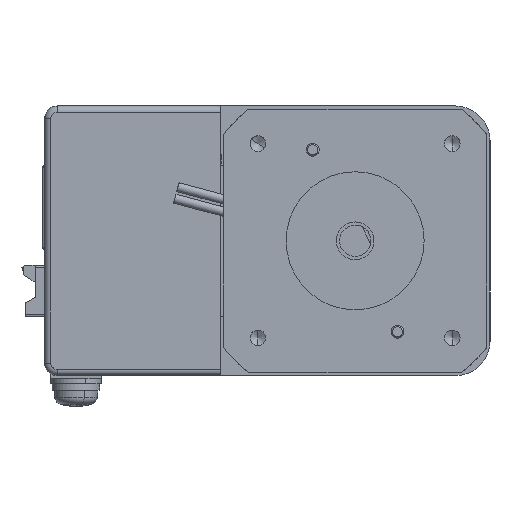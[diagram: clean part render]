
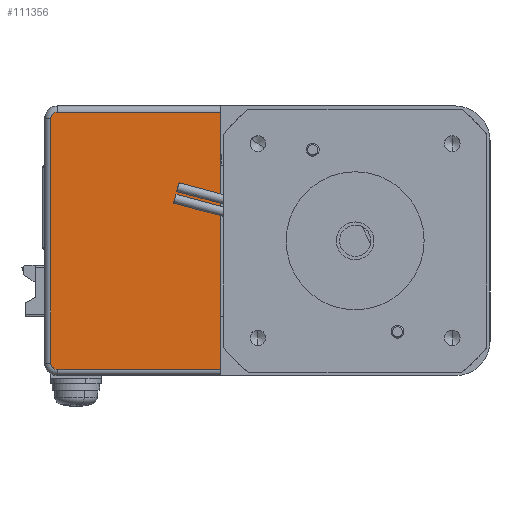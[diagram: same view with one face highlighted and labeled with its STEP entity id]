
A CAD part, left-side view. The second image highlights one B-rep face of the part: STEP entity #111356.
In plain terms, the highlighted planar face has unit normal (-1, 0, 0).
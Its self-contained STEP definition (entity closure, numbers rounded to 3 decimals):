
#1986 = EDGE_CURVE ( 'NONE', #104372, #56097, #73368, .T. ) ;
#3352 = DIRECTION ( 'NONE',  ( 1., 0., 0. ) ) ;
#3798 = VECTOR ( 'NONE', #100187, 1000. ) ;
#4227 = ORIENTED_EDGE ( 'NONE', *, *, #109253, .T. ) ;
#13515 = ORIENTED_EDGE ( 'NONE', *, *, #87254, .T. ) ;
#16723 = CARTESIAN_POINT ( 'NONE',  ( -46., 43., 0. ) ) ;
#16742 = DIRECTION ( 'NONE',  ( 0., 0., -1. ) ) ;
#24471 = VERTEX_POINT ( 'NONE', #107317 ) ;
#26808 = CARTESIAN_POINT ( 'NONE',  ( -46., 70., 0. ) ) ;
#27307 = DIRECTION ( 'NONE',  ( 0., -1., 0. ) ) ;
#30146 = LINE ( 'NONE', #16723, #3798 ) ;
#33320 = CARTESIAN_POINT ( 'NONE',  ( -46., 69., -42. ) ) ;
#36165 = AXIS2_PLACEMENT_3D ( 'NONE', #76276, #44788, #65768 ) ;
#36374 = DIRECTION ( 'NONE',  ( -1., 0., 0. ) ) ;
#38262 = CARTESIAN_POINT ( 'NONE',  ( -46., 43., -42. ) ) ;
#38488 = CARTESIAN_POINT ( 'NONE',  ( -46., 69., -1. ) ) ;
#38520 = VERTEX_POINT ( 'NONE', #38488 ) ;
#44788 = DIRECTION ( 'NONE',  ( -1., 0., 0. ) ) ;
#45503 = CARTESIAN_POINT ( 'NONE',  ( -46., 70., -2. ) ) ;
#47279 = ORIENTED_EDGE ( 'NONE', *, *, #95421, .T. ) ;
#54356 = VECTOR ( 'NONE', #100436, 1000. ) ;
#55454 = VECTOR ( 'NONE', #16742, 1000. ) ;
#56097 = VERTEX_POINT ( 'NONE', #60095 ) ;
#60095 = CARTESIAN_POINT ( 'NONE',  ( -46., 70., -41. ) ) ;
#60484 = EDGE_CURVE ( 'NONE', #24471, #128948, #30146, .T. ) ;
#63348 = ORIENTED_EDGE ( 'NONE', *, *, #60484, .F. ) ;
#64582 = ORIENTED_EDGE ( 'NONE', *, *, #90133, .T. ) ;
#64993 = DIRECTION ( 'NONE',  ( 0., 0., -1. ) ) ;
#65768 = DIRECTION ( 'NONE',  ( 0., 0., -1. ) ) ;
#68131 = EDGE_LOOP ( 'NONE', ( #13515, #64582, #63348, #47279, #4227, #125846 ) ) ;
#71184 = AXIS2_PLACEMENT_3D ( 'NONE', #98793, #36374, #88280 ) ;
#73368 = LINE ( 'NONE', #26808, #55454 ) ;
#75100 = VERTEX_POINT ( 'NONE', #33320 ) ;
#76276 = CARTESIAN_POINT ( 'NONE',  ( -46., 69., -2. ) ) ;
#86828 = CIRCLE ( 'NONE', #36165, 1. ) ;
#86878 = PLANE ( 'NONE',  #134078 ) ;
#87254 = EDGE_CURVE ( 'NONE', #56097, #75100, #97408, .T. ) ;
#88280 = DIRECTION ( 'NONE',  ( 0., 0., -1. ) ) ;
#88634 = LINE ( 'NONE', #98649, #54356 ) ;
#88692 = VECTOR ( 'NONE', #27307, 1000. ) ;
#90133 = EDGE_CURVE ( 'NONE', #75100, #128948, #98528, .T. ) ;
#95421 = EDGE_CURVE ( 'NONE', #24471, #38520, #88634, .T. ) ;
#97408 = CIRCLE ( 'NONE', #71184, 1. ) ;
#98528 = LINE ( 'NONE', #38262, #88692 ) ;
#98649 = CARTESIAN_POINT ( 'NONE',  ( -46., 0., -1. ) ) ;
#98793 = CARTESIAN_POINT ( 'NONE',  ( -46., 69., -41. ) ) ;
#100187 = DIRECTION ( 'NONE',  ( 0., 0., -1. ) ) ;
#100436 = DIRECTION ( 'NONE',  ( 0., 1., 0. ) ) ;
#104372 = VERTEX_POINT ( 'NONE', #45503 ) ;
#107317 = CARTESIAN_POINT ( 'NONE',  ( -46., 43., -1. ) ) ;
#109253 = EDGE_CURVE ( 'NONE', #38520, #104372, #86828, .T. ) ;
#111356 = ADVANCED_FACE ( 'NONE', ( #120693 ), #86878, .F. ) ;
#120693 = FACE_OUTER_BOUND ( 'NONE', #68131, .T. ) ;
#125846 = ORIENTED_EDGE ( 'NONE', *, *, #1986, .T. ) ;
#127417 = CARTESIAN_POINT ( 'NONE',  ( -46., 0., 0. ) ) ;
#128948 = VERTEX_POINT ( 'NONE', #133444 ) ;
#133444 = CARTESIAN_POINT ( 'NONE',  ( -46., 43., -42. ) ) ;
#134078 = AXIS2_PLACEMENT_3D ( 'NONE', #127417, #3352, #64993 ) ;
